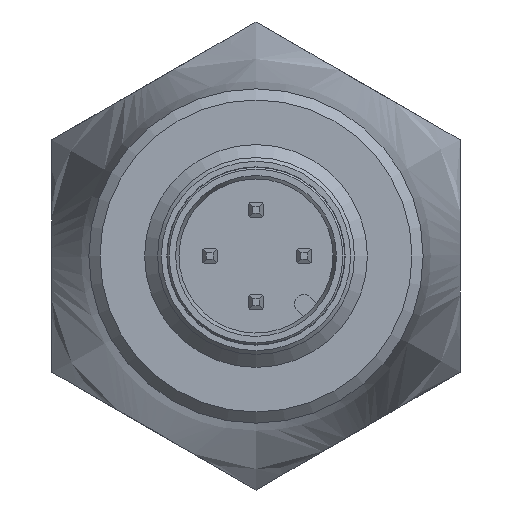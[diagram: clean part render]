
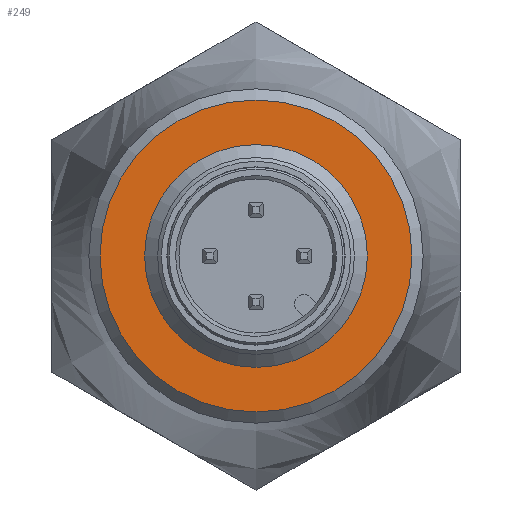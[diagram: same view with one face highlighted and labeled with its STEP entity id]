
A CAD part, front view. The second image highlights one B-rep face of the part: STEP entity #249.
In plain terms, the highlighted planar face has unit normal (0, -1, 0).
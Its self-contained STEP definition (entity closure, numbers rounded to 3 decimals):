
#249 = ADVANCED_FACE( '', ( #558, #559 ), #560, .T. );
#558 = FACE_OUTER_BOUND( '', #926, .T. );
#559 = FACE_BOUND( '', #927, .T. );
#560 = PLANE( '', #928 );
#926 = EDGE_LOOP( '', ( #1566 ) );
#927 = EDGE_LOOP( '', ( #1567 ) );
#928 = AXIS2_PLACEMENT_3D( '', #1568, #1569, #1570 );
#1566 = ORIENTED_EDGE( '', *, *, #2145, .T. );
#1567 = ORIENTED_EDGE( '', *, *, #2022, .T. );
#1568 = CARTESIAN_POINT( '', ( 9., -86.44, 0. ) );
#1569 = DIRECTION( '', ( 0., -1., 0. ) );
#1570 = DIRECTION( '', ( -1., 0., 0. ) );
#2022 = EDGE_CURVE( '', #2403, #2403, #2404, .F. );
#2145 = EDGE_CURVE( '', #2596, #2596, #2597, .T. );
#2403 = VERTEX_POINT( '', #3057 );
#2404 = CIRCLE( '', #3058, 5.9 );
#2596 = VERTEX_POINT( '', #3444 );
#2597 = CIRCLE( '', #3445, 8.4 );
#3057 = CARTESIAN_POINT( '', ( -5.9, -86.44, 0. ) );
#3058 = AXIS2_PLACEMENT_3D( '', #3858, #3859, #3860 );
#3444 = CARTESIAN_POINT( '', ( -8.4, -86.44, 0. ) );
#3445 = AXIS2_PLACEMENT_3D( '', #3967, #3968, #3969 );
#3858 = CARTESIAN_POINT( '', ( 0., -86.44, 0. ) );
#3859 = DIRECTION( '', ( 0., -1., 0. ) );
#3860 = DIRECTION( '', ( -1., 0., 0. ) );
#3967 = CARTESIAN_POINT( '', ( 0., -86.44, 0. ) );
#3968 = DIRECTION( '', ( 0., -1., 0. ) );
#3969 = DIRECTION( '', ( -1., 0., 0. ) );
